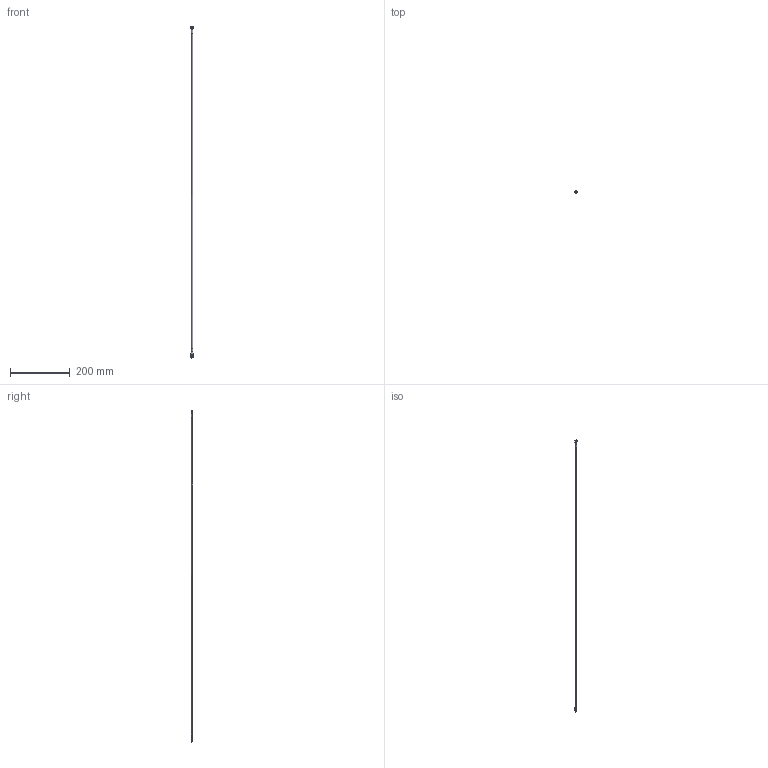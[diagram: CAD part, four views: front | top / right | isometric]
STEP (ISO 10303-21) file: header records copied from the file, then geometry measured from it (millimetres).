
FILE_DESCRIPTION (( 'STEP AP203' ), '1' );
FILE_NAME ('2243-B.step', '2017-08-31T11:07:54', ( '' ), ( '' ), 'SwSTEP 2.0', 'SolidWorks 2016', '' );
FILE_SCHEMA (( 'CONFIG_CONTROL_DESIGN' ));
Length unit declared in the file: millimetre
Products named in the file (4): 2243-B; 4821; 02_2243; 01_2243
Assembly tree (3 placements, depth 2):
  2243-B
    4821
    01_2243
    02_2243
Bounding box: 9.8 x 5.5 x 1112.73 mm (x, y, z)
Volume: 14742 mm3; surface area: 15321.1 mm2
Topology: 11 solids, 11 shells, 915 faces, 2555 edges, 1670 vertices
Faces by surface type: plane 564, cylinder 325, bspline 20, cone 6
Entity records: 30931 total; most frequent: CARTESIAN_POINT 6510, ORIENTED_EDGE 5110, DIRECTION 4978, EDGE_CURVE 2555, LINE 1828, VECTOR 1828, VERTEX_POINT 1670, AXIS2_PLACEMENT_3D 1575
